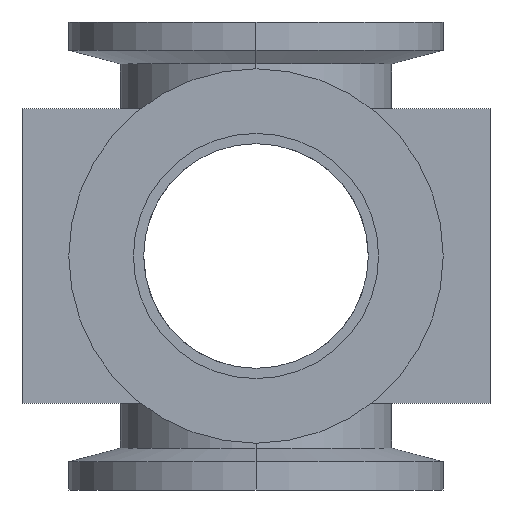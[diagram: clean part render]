
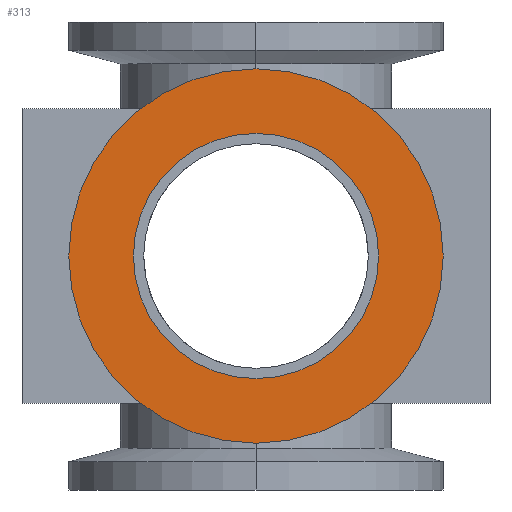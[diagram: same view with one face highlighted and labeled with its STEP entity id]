
A CAD part, left-side view. The second image highlights one B-rep face of the part: STEP entity #313.
In plain terms, the highlighted planar face has unit normal (-1, 0, 0).
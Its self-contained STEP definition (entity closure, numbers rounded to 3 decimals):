
#32 = CARTESIAN_POINT ( 'NONE',  ( -50., 0., 0. ) ) ;
#147 = CARTESIAN_POINT ( 'NONE',  ( -50., -20., 0. ) ) ;
#196 = FACE_BOUND ( 'NONE', #350, .T. ) ;
#198 = DIRECTION ( 'NONE',  ( 0., 0., 1. ) ) ;
#279 = CARTESIAN_POINT ( 'NONE',  ( -50., 0., -13.1 ) ) ;
#313 = ADVANCED_FACE ( 'NONE', ( #691, #196 ), #686, .T. ) ;
#326 = CARTESIAN_POINT ( 'NONE',  ( -50., 0., 0. ) ) ;
#329 = DIRECTION ( 'NONE',  ( 0., 0., 1. ) ) ;
#350 = EDGE_LOOP ( 'NONE', ( #1403, #1882 ) ) ;
#415 = AXIS2_PLACEMENT_3D ( 'NONE', #32, #1305, #198 ) ;
#421 = DIRECTION ( 'NONE',  ( 1., 0., 0. ) ) ;
#424 = ORIENTED_EDGE ( 'NONE', *, *, #2032, .T. ) ;
#483 = AXIS2_PLACEMENT_3D ( 'NONE', #1523, #421, #1696 ) ;
#527 = DIRECTION ( 'NONE',  ( 0., 0., 1. ) ) ;
#542 = CARTESIAN_POINT ( 'NONE',  ( -50., 0., 20. ) ) ;
#549 = CARTESIAN_POINT ( 'NONE',  ( -50., 0., -20. ) ) ;
#605 = AXIS2_PLACEMENT_3D ( 'NONE', #326, #1610, #527 ) ;
#613 = AXIS2_PLACEMENT_3D ( 'NONE', #1784, #684, #1965 ) ;
#684 = DIRECTION ( 'NONE',  ( -1., 0., 0. ) ) ;
#686 = PLANE ( 'NONE',  #855 ) ;
#691 = FACE_OUTER_BOUND ( 'NONE', #1348, .T. ) ;
#756 = VERTEX_POINT ( 'NONE', #279 ) ;
#829 = CIRCLE ( 'NONE', #605, 13.1 ) ;
#840 = VERTEX_POINT ( 'NONE', #1753 ) ;
#855 = AXIS2_PLACEMENT_3D ( 'NONE', #147, #1429, #329 ) ;
#897 = CIRCLE ( 'NONE', #613, 20. ) ;
#921 = ORIENTED_EDGE ( 'NONE', *, *, #1858, .T. ) ;
#1226 = CIRCLE ( 'NONE', #415, 20. ) ;
#1305 = DIRECTION ( 'NONE',  ( -1., 0., 0. ) ) ;
#1348 = EDGE_LOOP ( 'NONE', ( #424, #921 ) ) ;
#1366 = CIRCLE ( 'NONE', #483, 13.1 ) ;
#1403 = ORIENTED_EDGE ( 'NONE', *, *, #1981, .T. ) ;
#1429 = DIRECTION ( 'NONE',  ( -1., 0., 0. ) ) ;
#1523 = CARTESIAN_POINT ( 'NONE',  ( -50., 0., 0. ) ) ;
#1610 = DIRECTION ( 'NONE',  ( 1., 0., 0. ) ) ;
#1696 = DIRECTION ( 'NONE',  ( 0., 0., 1. ) ) ;
#1753 = CARTESIAN_POINT ( 'NONE',  ( -50., 0., 13.1 ) ) ;
#1784 = CARTESIAN_POINT ( 'NONE',  ( -50., 0., 0. ) ) ;
#1858 = EDGE_CURVE ( 'NONE', #2243, #2206, #897, .T. ) ;
#1864 = EDGE_CURVE ( 'NONE', #756, #840, #829, .T. ) ;
#1882 = ORIENTED_EDGE ( 'NONE', *, *, #1864, .T. ) ;
#1965 = DIRECTION ( 'NONE',  ( 0., 0., 1. ) ) ;
#1981 = EDGE_CURVE ( 'NONE', #840, #756, #1366, .T. ) ;
#2032 = EDGE_CURVE ( 'NONE', #2206, #2243, #1226, .T. ) ;
#2206 = VERTEX_POINT ( 'NONE', #542 ) ;
#2243 = VERTEX_POINT ( 'NONE', #549 ) ;
